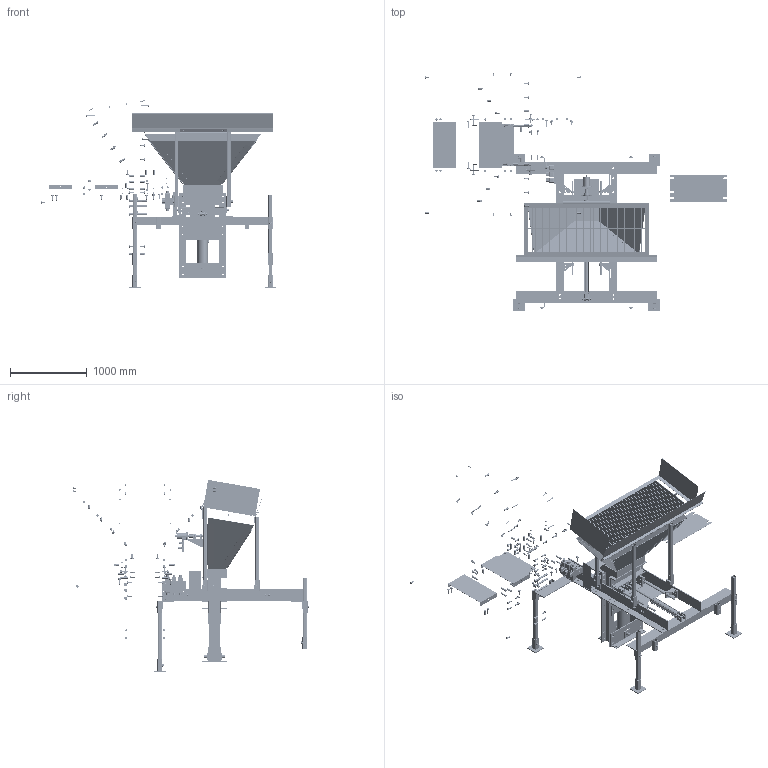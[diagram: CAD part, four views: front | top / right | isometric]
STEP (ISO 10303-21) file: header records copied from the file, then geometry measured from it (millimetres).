
FILE_DESCRIPTION(/* description */ ('Alibre Inc.'),/* implementation_level */ '2;1');
FILE_NAME(/* name */ 'export0',/* time_stamp */ '2014-04-06T01:55:14-05:00',/* author */ (''),/* organization */ (''),/* preprocessor_version */ 'ST-DEVELOPER v14',/* originating_system */ 'Alibre',/* authorisation */ '');
FILE_SCHEMA (('CONFIG_CONTROL_DESIGN'));
Products named in the file (164): ID_1; ID_2; ID_3; ID_4; ID_5; ID_6; ID_7; ID_8; ID_9; ID_10; ID_11; ID_12; ID_13; ID_14; ID_15; ID_16; ID_17; ID_18; 97245A521; ID_19; ID_20; ID_21; ID_22; ID_23; ID_24; ID_25; ID_26; ID_27; ID_28; ID_29; ID_30; ID_31; ID_32; ID_33; ID_34; ID_35; ID_36; ID_37; ID_38; 5700K14 ...
Bounding box: 3928.88 x 3094.09 x 2503.95 mm (x, y, z)
Volume: 180267258.4 mm3; surface area: 52163887.9 mm2
Topology: 708 solids, 708 shells, 11231 faces, 26545 edges, 17021 vertices
Faces by surface type: plane 7138, cylinder 2248, cone 1710, torus 75, bspline 52, sphere 8
Full cylindrical faces by diameter (mm): 6.35 x4, 8.001 x4, 10.356 x10, 12.7 x14, 13.244 x16, 13.494 x32, 13.619 x4, 14.287 x6, 14.288 x2, 15.875 x16, 16.256 x2, 19.05 x8, 19.304 x2, 20.32 x6, 20.637 x24, 20.638 x34, 22.225 x16, 25.4 x74, 25.527 x30, 27.94 x4, 31.75 x8, 34.925 x8, 53.975 x2
Entity records: 144007 total; most frequent: CARTESIAN_POINT 32009, ORIENTED_EDGE 16992, DIRECTION 16373, EDGE_CURVE 8496, AXIS2_PLACEMENT_3D 6467, VERTEX_POINT 5607, VECTOR 5403, LINE 5403
